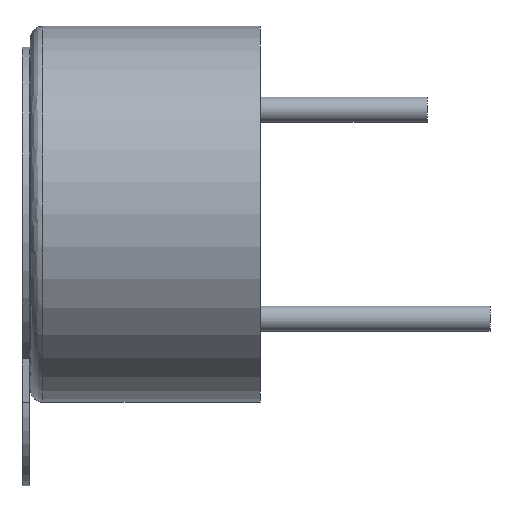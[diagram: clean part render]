
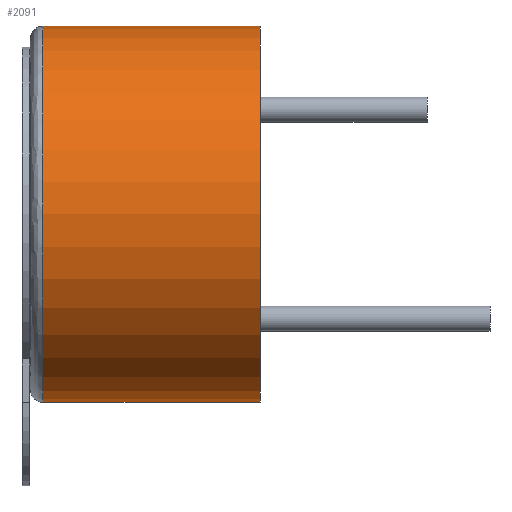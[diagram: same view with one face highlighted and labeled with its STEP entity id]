
A CAD part, left-side view. The second image highlights one B-rep face of the part: STEP entity #2091.
In plain terms, the highlighted cylindrical face has radius 4.5 mm (diameter 9 mm), a partial arc.
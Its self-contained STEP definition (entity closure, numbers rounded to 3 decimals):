
#42 = VECTOR ( 'NONE', #7653, 1000. ) ;
#628 = ORIENTED_EDGE ( 'NONE', *, *, #893, .F. ) ;
#893 = EDGE_CURVE ( 'NONE', #3685, #9084, #9426, .T. ) ;
#1351 = CARTESIAN_POINT ( 'NONE',  ( 0., 5.2, 4.5 ) ) ;
#1546 = DIRECTION ( 'NONE',  ( 0., 0., -1. ) ) ;
#2091 = ADVANCED_FACE ( 'NONE', ( #8685 ), #10908, .T. ) ;
#2131 = CARTESIAN_POINT ( 'NONE',  ( 0., 5.2, 0. ) ) ;
#2210 = CARTESIAN_POINT ( 'NONE',  ( 0., 5.5, -4.5 ) ) ;
#2528 = EDGE_CURVE ( 'NONE', #9226, #9084, #5720, .T. ) ;
#2922 = DIRECTION ( 'NONE',  ( 0., -1., 0. ) ) ;
#3259 = LINE ( 'NONE', #2210, #42 ) ;
#3559 = CARTESIAN_POINT ( 'NONE',  ( 0., 0., -4.5 ) ) ;
#3593 = CIRCLE ( 'NONE', #8068, 4.5 ) ;
#3685 = VERTEX_POINT ( 'NONE', #1351 ) ;
#4364 = DIRECTION ( 'NONE',  ( 0., -1., 0. ) ) ;
#4487 = DIRECTION ( 'NONE',  ( 0., 0., -1. ) ) ;
#5567 = VERTEX_POINT ( 'NONE', #9148 ) ;
#5687 = VECTOR ( 'NONE', #2922, 1000. ) ;
#5720 = CIRCLE ( 'NONE', #13559, 4.5 ) ;
#6717 = EDGE_CURVE ( 'NONE', #3685, #5567, #3593, .T. ) ;
#6969 = ORIENTED_EDGE ( 'NONE', *, *, #2528, .T. ) ;
#6999 = DIRECTION ( 'NONE',  ( 0., -1., 0. ) ) ;
#7090 = ORIENTED_EDGE ( 'NONE', *, *, #10715, .T. ) ;
#7606 = DIRECTION ( 'NONE',  ( 0., 0., -1. ) ) ;
#7653 = DIRECTION ( 'NONE',  ( 0., -1., 0. ) ) ;
#7976 = ORIENTED_EDGE ( 'NONE', *, *, #6717, .T. ) ;
#8068 = AXIS2_PLACEMENT_3D ( 'NONE', #2131, #4364, #4487 ) ;
#8300 = CARTESIAN_POINT ( 'NONE',  ( 0., 5.5, 4.5 ) ) ;
#8685 = FACE_OUTER_BOUND ( 'NONE', #10129, .T. ) ;
#9084 = VERTEX_POINT ( 'NONE', #10326 ) ;
#9148 = CARTESIAN_POINT ( 'NONE',  ( 0., 5.2, -4.5 ) ) ;
#9226 = VERTEX_POINT ( 'NONE', #3559 ) ;
#9426 = LINE ( 'NONE', #8300, #5687 ) ;
#9768 = CARTESIAN_POINT ( 'NONE',  ( 0., 0., 0. ) ) ;
#10129 = EDGE_LOOP ( 'NONE', ( #628, #7976, #7090, #6969 ) ) ;
#10326 = CARTESIAN_POINT ( 'NONE',  ( 0., 0., 4.5 ) ) ;
#10715 = EDGE_CURVE ( 'NONE', #5567, #9226, #3259, .T. ) ;
#10747 = DIRECTION ( 'NONE',  ( 0., 1., 0. ) ) ;
#10908 = CYLINDRICAL_SURFACE ( 'NONE', #11747, 4.5 ) ;
#11747 = AXIS2_PLACEMENT_3D ( 'NONE', #13164, #6999, #1546 ) ;
#13164 = CARTESIAN_POINT ( 'NONE',  ( 0., 5.5, 0. ) ) ;
#13559 = AXIS2_PLACEMENT_3D ( 'NONE', #9768, #10747, #7606 ) ;
